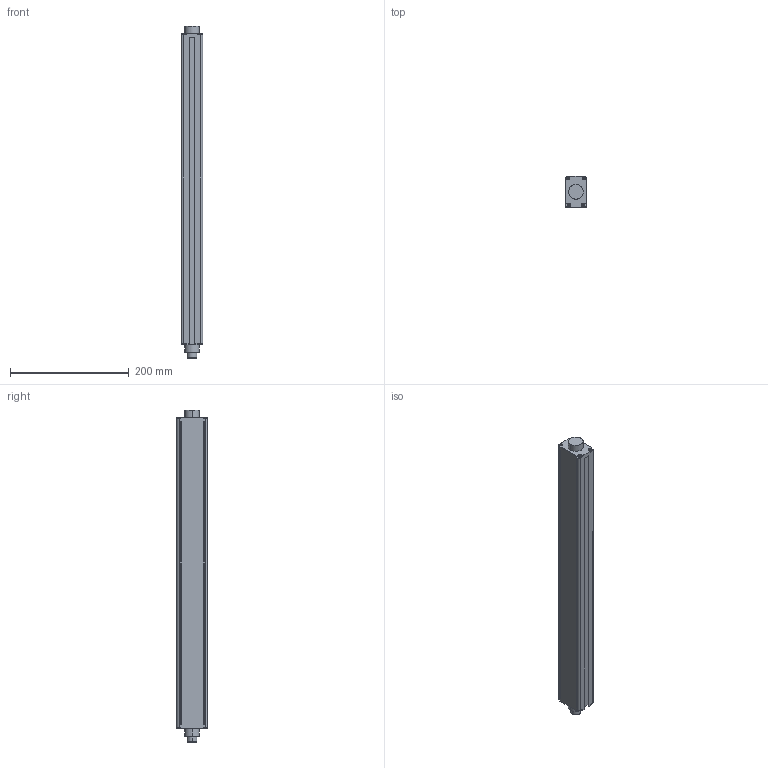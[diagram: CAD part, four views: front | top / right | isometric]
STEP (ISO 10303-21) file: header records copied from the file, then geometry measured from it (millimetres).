
FILE_DESCRIPTION((''),'2;1');
FILE_NAME('SAF10-T4812PC_1_','2022-04-02T',('EDY'),(''),'CREO PARAMETRIC BY PTC INC, 2018070','CREO PARAMETRIC BY PTC INC, 2018070','');
FILE_SCHEMA(('CONFIG_CONTROL_DESIGN'));
Length unit declared in the file: millimetre
Products named in the file (1): SAF10-T4812PC_1_
Bounding box: 36 x 52 x 559 mm (x, y, z)
Volume: 859441.7 mm3; surface area: 144794.6 mm2
Topology: 1 solids, 7 shells, 427 faces, 1196 edges, 758 vertices
Faces by surface type: plane 251, cylinder 117, sphere 27, cone 24, torus 8
Entity records: 13687 total; most frequent: CARTESIAN_POINT 2566, DIRECTION 2386, ORIENTED_EDGE 2286, EDGE_CURVE 1153, AXIS2_PLACEMENT_3D 857, VERTEX_POINT 758, VECTOR 672, LINE 672
